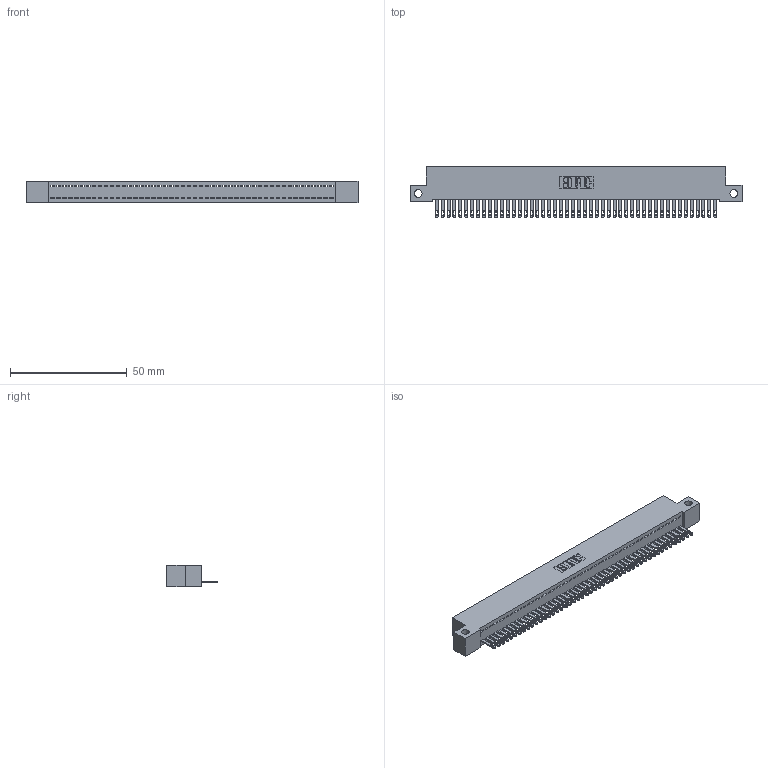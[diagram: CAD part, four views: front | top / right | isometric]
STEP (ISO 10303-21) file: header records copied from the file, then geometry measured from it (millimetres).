
FILE_DESCRIPTION (( 'STEP AP203' ), '1' );
FILE_NAME ('342-048-500-112.STEP', '2018-08-12T17:25:24', ( '' ), ( '' ), 'SwSTEP 2.0', 'SolidWorks 2016', '' );
FILE_SCHEMA (( 'CONFIG_CONTROL_DESIGN' ));
Length unit declared in the file: inch
Products named in the file (3): 345-292-001_345-293-100; 342-048-500-112; 342 Part_Side Mount
Assembly tree (49 placements, depth 2):
  342-048-500-112
    342 Part_Side Mount
    345-292-001_345-293-100  x48
Bounding box: 142.24 x 21.85 x 9.4 mm (x, y, z)
Volume: 12449.5 mm3; surface area: 18324.9 mm2
Topology: 49 solids, 49 shells, 2702 faces, 8363 edges, 5574 vertices
Faces by surface type: plane 1794, cylinder 908
Entity records: 28369 total; most frequent: CARTESIAN_POINT 4898, ORIENTED_EDGE 4882, DIRECTION 4121, EDGE_CURVE 2441, LINE 2309, VECTOR 2309, VERTEX_POINT 1626, AXIS2_PLACEMENT_3D 906
